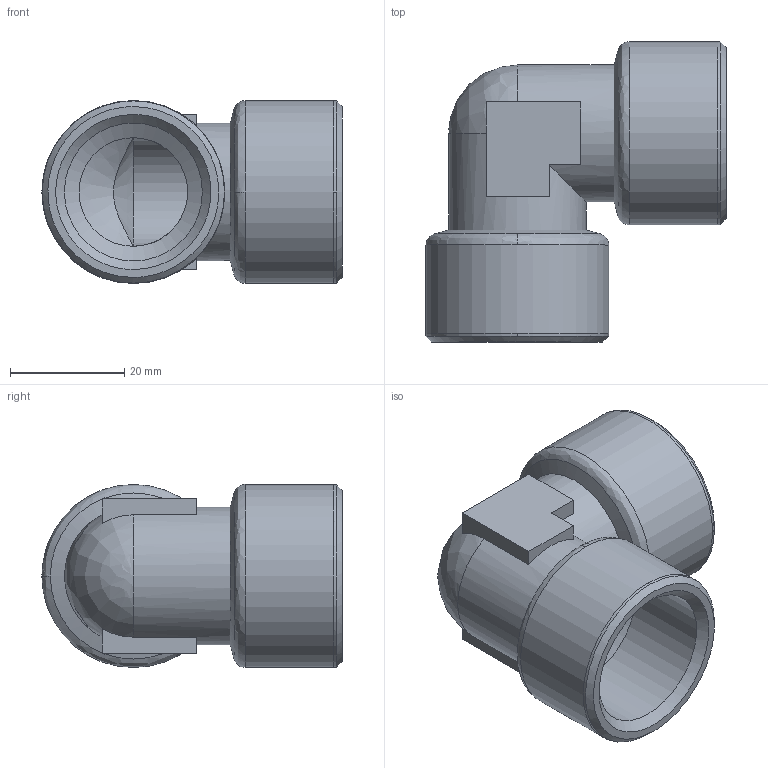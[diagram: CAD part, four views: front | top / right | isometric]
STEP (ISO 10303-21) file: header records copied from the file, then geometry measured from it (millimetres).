
FILE_DESCRIPTION(( 'RA.21.34.34.STEP' ), '1');
FILE_NAME( 'RA.21.34.34.STEP', '2018-11-09T15:46:34',( 'Sopra'),('sopra-pneumatic.com'), 'SwSTEP 2.0','SolidWorks 2009','' );
FILE_SCHEMA (( 'AUTOMOTIVE_DESIGN' ));
Length unit declared in the file: millimetre
Products named in the file (1): 0501000010700A
Bounding box: 52.5 x 52.5 x 32 mm (x, y, z)
Volume: 20589.6 mm3; surface area: 12527.3 mm2
Topology: 1 solids, 1 shells, 43 faces, 108 edges, 66 vertices
Faces by surface type: plane 16, cone 10, bspline 9, cylinder 8
Full cylindrical faces by diameter (mm): 19 x2, 24 x2, 24.117 x2, 32 x2
Entity records: 1817 total; most frequent: CARTESIAN_POINT 906, ORIENTED_EDGE 178, DIRECTION 164, EDGE_CURVE 89, AXIS2_PLACEMENT_3D 66, VERTEX_POINT 64, EDGE_LOOP 61, FACE_OUTER_BOUND 51
